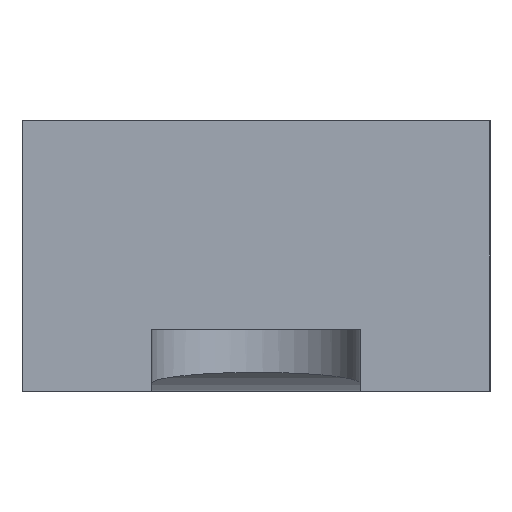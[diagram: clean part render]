
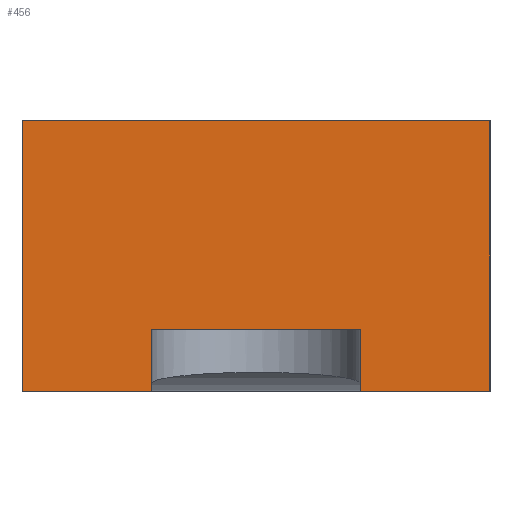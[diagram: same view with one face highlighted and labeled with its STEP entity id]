
A CAD part, left-side view. The second image highlights one B-rep face of the part: STEP entity #456.
In plain terms, the highlighted planar face has unit normal (-1, 0, 0).
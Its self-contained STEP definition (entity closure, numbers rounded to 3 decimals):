
#17 = ORIENTED_EDGE ( 'NONE', *, *, #673, .F. ) ;
#22 = EDGE_CURVE ( 'NONE', #546, #452, #255, .T. ) ;
#44 = DIRECTION ( 'NONE',  ( 0., -1., 0. ) ) ;
#57 = LINE ( 'NONE', #480, #632 ) ;
#62 = CARTESIAN_POINT ( 'NONE',  ( -75., -19., 22. ) ) ;
#63 = CARTESIAN_POINT ( 'NONE',  ( -75., 19., 22. ) ) ;
#91 = ORIENTED_EDGE ( 'NONE', *, *, #366, .F. ) ;
#102 = VERTEX_POINT ( 'NONE', #240 ) ;
#124 = DIRECTION ( 'NONE',  ( 0., 0., -1. ) ) ;
#127 = VERTEX_POINT ( 'NONE', #62 ) ;
#128 = VECTOR ( 'NONE', #611, 1000. ) ;
#142 = EDGE_CURVE ( 'NONE', #102, #641, #229, .T. ) ;
#155 = ORIENTED_EDGE ( 'NONE', *, *, #22, .T. ) ;
#156 = CARTESIAN_POINT ( 'NONE',  ( -75., -8.5, 22. ) ) ;
#193 = CARTESIAN_POINT ( 'NONE',  ( -75., -19., 0. ) ) ;
#198 = EDGE_CURVE ( 'NONE', #448, #554, #355, .T. ) ;
#199 = CARTESIAN_POINT ( 'NONE',  ( -75., 19., 5. ) ) ;
#201 = CARTESIAN_POINT ( 'NONE',  ( -75., -8.5, 0. ) ) ;
#205 = CARTESIAN_POINT ( 'NONE',  ( -75., -8.5, 5. ) ) ;
#209 = PLANE ( 'NONE',  #603 ) ;
#212 = DIRECTION ( 'NONE',  ( 0., 0., 1. ) ) ;
#220 = VECTOR ( 'NONE', #44, 1000. ) ;
#228 = EDGE_LOOP ( 'NONE', ( #430, #403, #600, #91, #155, #424, #17, #408 ) ) ;
#229 = LINE ( 'NONE', #445, #278 ) ;
#231 = LINE ( 'NONE', #337, #232 ) ;
#232 = VECTOR ( 'NONE', #633, 1000. ) ;
#240 = CARTESIAN_POINT ( 'NONE',  ( -75., 19., 22. ) ) ;
#251 = CARTESIAN_POINT ( 'NONE',  ( -75., 8.5, 5. ) ) ;
#255 = LINE ( 'NONE', #661, #220 ) ;
#278 = VECTOR ( 'NONE', #439, 1000. ) ;
#309 = DIRECTION ( 'NONE',  ( 0., 0., 1. ) ) ;
#326 = CARTESIAN_POINT ( 'NONE',  ( -75., 8.5, 0. ) ) ;
#337 = CARTESIAN_POINT ( 'NONE',  ( -75., 19., 0. ) ) ;
#349 = LINE ( 'NONE', #352, #479 ) ;
#352 = CARTESIAN_POINT ( 'NONE',  ( -75., 8.5, 22. ) ) ;
#355 = LINE ( 'NONE', #199, #128 ) ;
#366 = EDGE_CURVE ( 'NONE', #546, #554, #622, .T. ) ;
#370 = CARTESIAN_POINT ( 'NONE',  ( -75., 19., 22. ) ) ;
#393 = LINE ( 'NONE', #63, #552 ) ;
#403 = ORIENTED_EDGE ( 'NONE', *, *, #414, .T. ) ;
#408 = ORIENTED_EDGE ( 'NONE', *, *, #142, .T. ) ;
#409 = VECTOR ( 'NONE', #570, 1000. ) ;
#414 = EDGE_CURVE ( 'NONE', #602, #448, #349, .T. ) ;
#424 = ORIENTED_EDGE ( 'NONE', *, *, #606, .F. ) ;
#430 = ORIENTED_EDGE ( 'NONE', *, *, #623, .T. ) ;
#439 = DIRECTION ( 'NONE',  ( 0., 0., -1. ) ) ;
#445 = CARTESIAN_POINT ( 'NONE',  ( -75., 19., 22. ) ) ;
#448 = VERTEX_POINT ( 'NONE', #251 ) ;
#452 = VERTEX_POINT ( 'NONE', #193 ) ;
#456 = ADVANCED_FACE ( 'NONE', ( #675 ), #209, .T. ) ;
#462 = DIRECTION ( 'NONE',  ( -1., 0., 0. ) ) ;
#479 = VECTOR ( 'NONE', #309, 1000. ) ;
#480 = CARTESIAN_POINT ( 'NONE',  ( -75., -19., 22. ) ) ;
#486 = DIRECTION ( 'NONE',  ( 0., -1., 0. ) ) ;
#489 = CARTESIAN_POINT ( 'NONE',  ( -75., 19., 0. ) ) ;
#546 = VERTEX_POINT ( 'NONE', #201 ) ;
#552 = VECTOR ( 'NONE', #486, 1000. ) ;
#554 = VERTEX_POINT ( 'NONE', #205 ) ;
#570 = DIRECTION ( 'NONE',  ( 0., 0., 1. ) ) ;
#600 = ORIENTED_EDGE ( 'NONE', *, *, #198, .T. ) ;
#602 = VERTEX_POINT ( 'NONE', #326 ) ;
#603 = AXIS2_PLACEMENT_3D ( 'NONE', #370, #462, #212 ) ;
#606 = EDGE_CURVE ( 'NONE', #127, #452, #57, .T. ) ;
#611 = DIRECTION ( 'NONE',  ( 0., -1., 0. ) ) ;
#622 = LINE ( 'NONE', #156, #409 ) ;
#623 = EDGE_CURVE ( 'NONE', #641, #602, #231, .T. ) ;
#632 = VECTOR ( 'NONE', #124, 1000. ) ;
#633 = DIRECTION ( 'NONE',  ( 0., -1., 0. ) ) ;
#641 = VERTEX_POINT ( 'NONE', #489 ) ;
#661 = CARTESIAN_POINT ( 'NONE',  ( -75., 19., 0. ) ) ;
#673 = EDGE_CURVE ( 'NONE', #102, #127, #393, .T. ) ;
#675 = FACE_OUTER_BOUND ( 'NONE', #228, .T. ) ;
